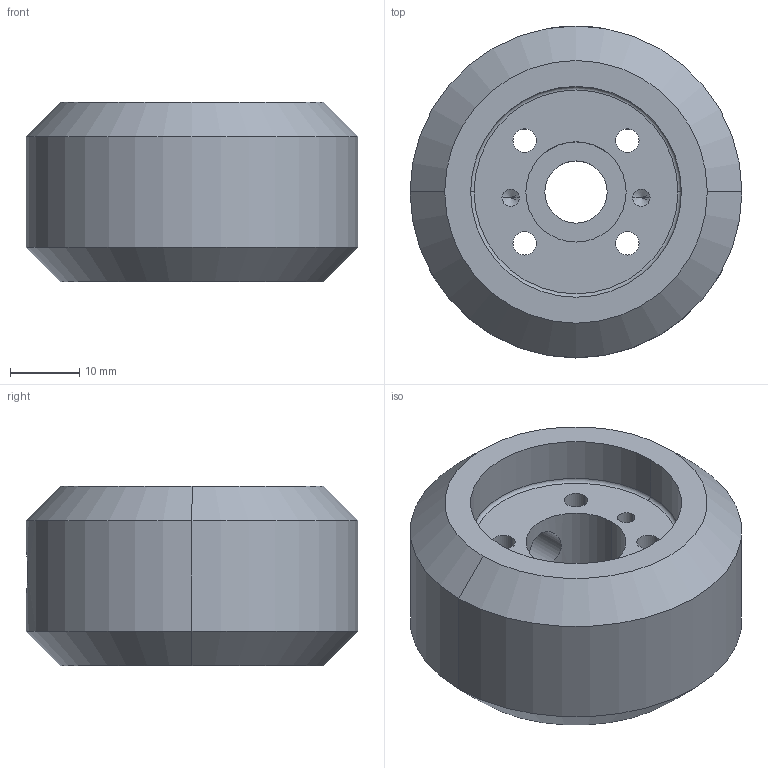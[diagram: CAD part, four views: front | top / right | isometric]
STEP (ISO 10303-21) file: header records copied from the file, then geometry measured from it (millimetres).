
FILE_DESCRIPTION (( 'STEP AP214' ), '1' );
FILE_NAME ('22001_1002_Corps.STEP', '2022-05-06T22:22:11', ( '' ), ( '' ), 'SwSTEP 2.0', 'SolidWorks 2018', '' );
FILE_SCHEMA (( 'AUTOMOTIVE_DESIGN' ));
Length unit declared in the file: millimetre
Products named in the file (1): 22001_1002_Corps
Bounding box: 48 x 48 x 26 mm (x, y, z)
Volume: 32950.6 mm3; surface area: 9047 mm2
Topology: 1 solids, 1 shells, 41 faces, 96 edges, 58 vertices
Faces by surface type: cylinder 24, cone 8, plane 5, torus 4
Entity records: 1410 total; most frequent: CARTESIAN_POINT 324, DIRECTION 228, ORIENTED_EDGE 184, AXIS2_PLACEMENT_3D 98, EDGE_CURVE 92, VERTEX_POINT 58, EDGE_LOOP 58, CIRCLE 56
